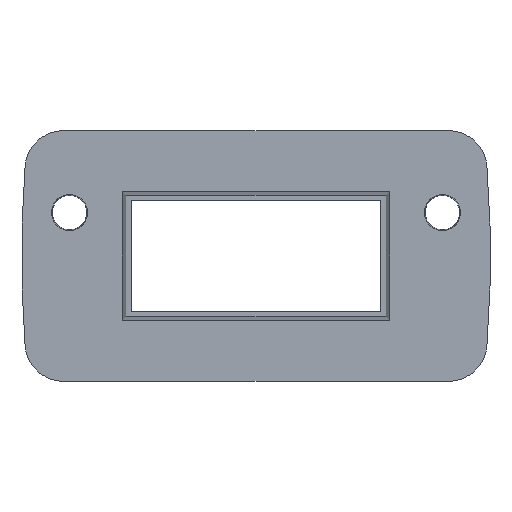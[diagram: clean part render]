
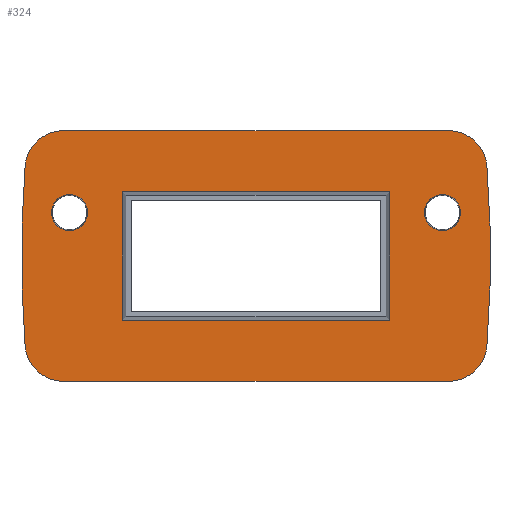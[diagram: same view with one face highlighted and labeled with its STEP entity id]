
A CAD part, left-side view. The second image highlights one B-rep face of the part: STEP entity #324.
In plain terms, the highlighted planar face has unit normal (-1, 0, 0).
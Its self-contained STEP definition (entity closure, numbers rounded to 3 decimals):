
#198=LINE('',#1361,#260);
#199=LINE('',#1369,#261);
#200=LINE('',#1372,#262);
#201=LINE('',#1375,#263);
#202=LINE('',#1377,#264);
#203=LINE('',#1379,#265);
#260=VECTOR('',#1105,1.);
#261=VECTOR('',#1112,1.);
#262=VECTOR('',#1115,1.);
#263=VECTOR('',#1116,1.);
#264=VECTOR('',#1117,1.);
#265=VECTOR('',#1118,1.);
#324=ADVANCED_FACE('',(#401,#402,#403,#404),#378,.F.);
#378=PLANE('',#1000);
#401=FACE_BOUND('',#425,.T.);
#402=FACE_BOUND('',#426,.T.);
#403=FACE_BOUND('',#427,.T.);
#404=FACE_BOUND('',#428,.T.);
#425=EDGE_LOOP('',(#493));
#426=EDGE_LOOP('',(#494));
#427=EDGE_LOOP('',(#495,#496,#497,#498,#499,#500,#501,#502));
#428=EDGE_LOOP('',(#503,#504,#505,#506));
#493=ORIENTED_EDGE('',*,*,#821,.F.);
#494=ORIENTED_EDGE('',*,*,#822,.T.);
#495=ORIENTED_EDGE('',*,*,#823,.F.);
#496=ORIENTED_EDGE('',*,*,#824,.F.);
#497=ORIENTED_EDGE('',*,*,#825,.F.);
#498=ORIENTED_EDGE('',*,*,#826,.F.);
#499=ORIENTED_EDGE('',*,*,#827,.F.);
#500=ORIENTED_EDGE('',*,*,#828,.F.);
#501=ORIENTED_EDGE('',*,*,#829,.F.);
#502=ORIENTED_EDGE('',*,*,#830,.F.);
#503=ORIENTED_EDGE('',*,*,#831,.T.);
#504=ORIENTED_EDGE('',*,*,#832,.T.);
#505=ORIENTED_EDGE('',*,*,#833,.T.);
#506=ORIENTED_EDGE('',*,*,#834,.T.);
#741=VERTEX_POINT('',#1353);
#742=VERTEX_POINT('',#1355);
#743=VERTEX_POINT('',#1357);
#744=VERTEX_POINT('',#1358);
#745=VERTEX_POINT('',#1360);
#746=VERTEX_POINT('',#1362);
#747=VERTEX_POINT('',#1364);
#748=VERTEX_POINT('',#1366);
#749=VERTEX_POINT('',#1368);
#750=VERTEX_POINT('',#1370);
#751=VERTEX_POINT('',#1373);
#752=VERTEX_POINT('',#1374);
#753=VERTEX_POINT('',#1376);
#754=VERTEX_POINT('',#1378);
#821=EDGE_CURVE('',#741,#741,#945,.T.);
#822=EDGE_CURVE('',#742,#742,#946,.T.);
#823=EDGE_CURVE('',#743,#744,#947,.T.);
#824=EDGE_CURVE('',#745,#743,#948,.T.);
#825=EDGE_CURVE('',#746,#745,#198,.T.);
#826=EDGE_CURVE('',#747,#746,#949,.T.);
#827=EDGE_CURVE('',#748,#747,#950,.T.);
#828=EDGE_CURVE('',#749,#748,#951,.T.);
#829=EDGE_CURVE('',#750,#749,#199,.T.);
#830=EDGE_CURVE('',#744,#750,#952,.T.);
#831=EDGE_CURVE('',#751,#752,#200,.T.);
#832=EDGE_CURVE('',#752,#753,#201,.T.);
#833=EDGE_CURVE('',#753,#754,#202,.T.);
#834=EDGE_CURVE('',#754,#751,#203,.T.);
#945=CIRCLE('',#992,2.8);
#946=CIRCLE('',#993,2.8);
#947=CIRCLE('',#994,180.);
#948=CIRCLE('',#995,6.);
#949=CIRCLE('',#996,6.);
#950=CIRCLE('',#997,180.);
#951=CIRCLE('',#998,6.);
#952=CIRCLE('',#999,6.);
#992=AXIS2_PLACEMENT_3D('',#1352,#1097,#1098);
#993=AXIS2_PLACEMENT_3D('',#1354,#1099,#1100);
#994=AXIS2_PLACEMENT_3D('',#1356,#1101,#1102);
#995=AXIS2_PLACEMENT_3D('',#1359,#1103,#1104);
#996=AXIS2_PLACEMENT_3D('',#1363,#1106,#1107);
#997=AXIS2_PLACEMENT_3D('',#1365,#1108,#1109);
#998=AXIS2_PLACEMENT_3D('',#1367,#1110,#1111);
#999=AXIS2_PLACEMENT_3D('',#1371,#1113,#1114);
#1000=AXIS2_PLACEMENT_3D('',#1380,#1119,#1120);
#1097=DIRECTION('',(-1.,0.,0.));
#1098=DIRECTION('',(0.,0.,-1.));
#1099=DIRECTION('',(1.,0.,0.));
#1100=DIRECTION('',(0.,0.,-1.));
#1101=DIRECTION('',(1.,0.,0.));
#1102=DIRECTION('',(0.,1.,0.));
#1103=DIRECTION('',(1.,0.,0.));
#1104=DIRECTION('',(0.,1.,0.));
#1105=DIRECTION('',(0.,-1.,0.));
#1106=DIRECTION('',(1.,0.,0.));
#1107=DIRECTION('',(0.,1.,0.));
#1108=DIRECTION('',(1.,0.,0.));
#1109=DIRECTION('',(0.,1.,0.));
#1110=DIRECTION('',(1.,0.,0.));
#1111=DIRECTION('',(0.,1.,0.));
#1112=DIRECTION('',(0.,1.,0.));
#1113=DIRECTION('',(1.,0.,0.));
#1114=DIRECTION('',(0.,1.,0.));
#1115=DIRECTION('',(0.,1.,0.));
#1116=DIRECTION('',(0.,0.,1.));
#1117=DIRECTION('',(0.,-1.,0.));
#1118=DIRECTION('',(0.,0.,-1.));
#1119=DIRECTION('',(1.,0.,0.));
#1120=DIRECTION('',(0.,0.,-1.));
#1352=CARTESIAN_POINT('',(0.,29.,6.75));
#1353=CARTESIAN_POINT('',(0.,29.,3.95));
#1354=CARTESIAN_POINT('',(0.,-29.,6.75));
#1355=CARTESIAN_POINT('',(0.,-29.,3.95));
#1356=CARTESIAN_POINT('',(0.,143.541,0.));
#1357=CARTESIAN_POINT('',(0.,-35.917,13.966));
#1358=CARTESIAN_POINT('',(0.,-35.917,-13.966));
#1359=CARTESIAN_POINT('',(0.,-29.935,13.5));
#1360=CARTESIAN_POINT('',(0.,-29.935,19.5));
#1361=CARTESIAN_POINT('',(0.,29.935,19.5));
#1362=CARTESIAN_POINT('',(0.,29.935,19.5));
#1363=CARTESIAN_POINT('',(0.,29.935,13.5));
#1364=CARTESIAN_POINT('',(0.,35.917,13.966));
#1365=CARTESIAN_POINT('',(0.,-143.541,0.));
#1366=CARTESIAN_POINT('',(0.,35.917,-13.966));
#1367=CARTESIAN_POINT('',(0.,29.935,-13.5));
#1368=CARTESIAN_POINT('',(0.,29.935,-19.5));
#1369=CARTESIAN_POINT('',(0.,-29.935,-19.5));
#1370=CARTESIAN_POINT('',(0.,-29.935,-19.5));
#1371=CARTESIAN_POINT('',(0.,-29.935,-13.5));
#1372=CARTESIAN_POINT('',(0.,-20.805,-9.99));
#1373=CARTESIAN_POINT('',(0.,-20.805,-9.99));
#1374=CARTESIAN_POINT('',(0.,20.805,-9.99));
#1375=CARTESIAN_POINT('',(0.,20.805,-9.99));
#1376=CARTESIAN_POINT('',(0.,20.805,9.99));
#1377=CARTESIAN_POINT('',(0.,143.541,9.99));
#1378=CARTESIAN_POINT('',(0.,-20.805,9.99));
#1379=CARTESIAN_POINT('',(0.,-20.805,9.99));
#1380=CARTESIAN_POINT('',(0.,143.541,0.));
